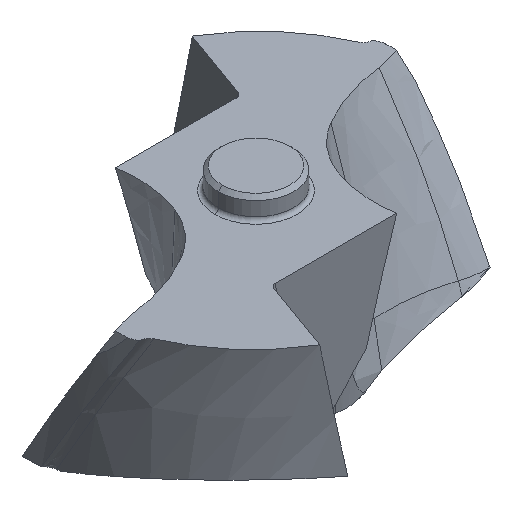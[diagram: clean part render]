
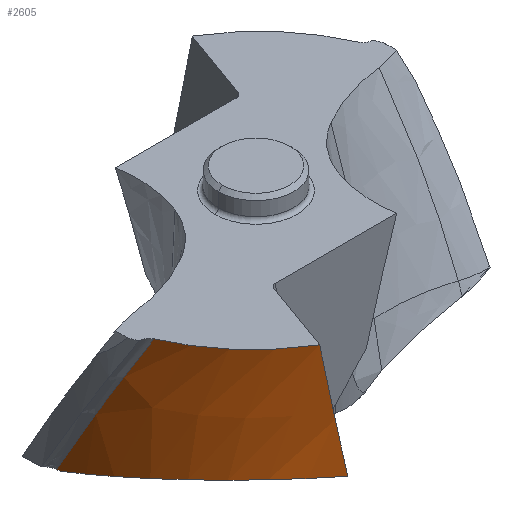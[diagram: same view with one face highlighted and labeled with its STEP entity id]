
A CAD part, isometric view. The second image highlights one B-rep face of the part: STEP entity #2605.
In plain terms, the highlighted free-form (B-spline) face has degree [3, 3] with [10, 5] control points.
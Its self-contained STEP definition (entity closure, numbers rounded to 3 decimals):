
#142=CARTESIAN_POINT('',(-4.036,-6.556,
0.));
#143=CARTESIAN_POINT('',(-4.224,-6.445,
0.));
#144=CARTESIAN_POINT('',(-4.784,-6.077,
0.));
#145=CARTESIAN_POINT('',(-5.636,-5.341,
0.));
#146=CARTESIAN_POINT('',(-6.492,-4.284,
0.));
#147=CARTESIAN_POINT('',(-6.928,-3.489,
0.));
#148=CARTESIAN_POINT('',(-7.109,-3.076,
0.));
#753=CARTESIAN_POINT('',(-7.749,0.152,
-5.776));
#773=CARTESIAN_POINT('',(-3.29,-6.927,
-4.696));
#774=CARTESIAN_POINT('',(-3.489,-6.835,
-4.659));
#775=CARTESIAN_POINT('',(-3.872,-6.637,
-4.596));
#776=CARTESIAN_POINT('',(-4.392,-6.315,
-4.532));
#777=CARTESIAN_POINT('',(-4.891,-5.948,
-4.492));
#778=CARTESIAN_POINT('',(-5.351,-5.551,
-4.478));
#779=CARTESIAN_POINT('',(-5.786,-5.111,
-4.49));
#780=CARTESIAN_POINT('',(-6.184,-4.637,
-4.529));
#781=CARTESIAN_POINT('',(-6.545,-4.126,
-4.596));
#782=CARTESIAN_POINT('',(-6.844,-3.622,
-4.682));
#783=CARTESIAN_POINT('',(-7.117,-3.067,
-4.798));
#784=CARTESIAN_POINT('',(-7.346,-2.479,
-4.942));
#785=CARTESIAN_POINT('',(-7.519,-1.907,
-5.101));
#786=CARTESIAN_POINT('',(-7.655,-1.264,
-5.3));
#787=CARTESIAN_POINT('',(-7.73,-0.669,
-5.504));
#788=CARTESIAN_POINT('',(-7.75,-0.226,
-5.668));
#789=CARTESIAN_POINT('',(-7.75,0.,
-5.755));
#791=CARTESIAN_POINT('',(-7.75,0.,
-5.755));
#792=CARTESIAN_POINT('',(-7.75,0.017,
-5.757));
#793=CARTESIAN_POINT('',(-7.75,0.051,
-5.762));
#794=CARTESIAN_POINT('',(-7.75,0.101,
-5.769));
#795=CARTESIAN_POINT('',(-7.749,0.135,
-5.773));
#796=CARTESIAN_POINT('',(-7.749,0.152,
-5.776));
#798=CARTESIAN_POINT('',(-7.749,0.152,
-5.776));
#799=CARTESIAN_POINT('',(-7.763,-0.478,
-4.642));
#800=CARTESIAN_POINT('',(-7.648,-1.572,
-2.717));
#801=CARTESIAN_POINT('',(-7.294,-2.645,
-0.792));
#802=CARTESIAN_POINT('',(-7.109,-3.076,
0.));
#804=CARTESIAN_POINT('',(-4.036,-6.556,
0.));
#805=CARTESIAN_POINT('',(-3.975,-6.576,
-0.36));
#806=CARTESIAN_POINT('',(-3.861,-6.613,
-1.04));
#807=CARTESIAN_POINT('',(-3.714,-6.669,
-1.936));
#808=CARTESIAN_POINT('',(-3.588,-6.727,
-2.717));
#809=CARTESIAN_POINT('',(-3.478,-6.789,
-3.422));
#810=CARTESIAN_POINT('',(-3.379,-6.855,
-4.077));
#811=CARTESIAN_POINT('',(-3.319,-6.903,
-4.494));
#812=CARTESIAN_POINT('',(-3.29,-6.927,
-4.696));
#1035=CARTESIAN_POINT('',(-4.036,-6.556,
0.));
#1036=VERTEX_POINT('',#1035);
#1037=VERTEX_POINT('',#148);
#1066=CARTESIAN_POINT('',(-7.75,0.,
-5.755));
#1067=VERTEX_POINT('',#1066);
#1068=VERTEX_POINT('',#773);
#1088=VERTEX_POINT('',#753);
#2546=CARTESIAN_POINT('',(-3.631,-6.842,
-5.834));
#2547=CARTESIAN_POINT('',(-3.16,-6.992,
-4.681));
#2548=CARTESIAN_POINT('',(-2.214,-7.272,
-2.718));
#2549=CARTESIAN_POINT('',(-1.019,-7.53,
-0.755));
#2550=CARTESIAN_POINT('',(-0.485,-7.626,
0.055));
#2551=CARTESIAN_POINT('',(-3.721,-6.794,
-5.834));
#2552=CARTESIAN_POINT('',(-3.253,-6.952,
-4.681));
#2553=CARTESIAN_POINT('',(-2.31,-7.247,
-2.718));
#2554=CARTESIAN_POINT('',(-1.118,-7.52,
-0.755));
#2555=CARTESIAN_POINT('',(-0.586,-7.621,
0.055));
#2556=CARTESIAN_POINT('',(-4.212,-6.522,
-5.834));
#2557=CARTESIAN_POINT('',(-3.755,-6.726,
-4.681));
#2558=CARTESIAN_POINT('',(-2.833,-7.099,
-2.718));
#2559=CARTESIAN_POINT('',(-1.661,-7.451,
-0.755));
#2560=CARTESIAN_POINT('',(-1.137,-7.585,
0.055));
#2561=CARTESIAN_POINT('',(-5.049,-5.93,
-5.834));
#2562=CARTESIAN_POINT('',(-4.623,-6.216,
-4.681));
#2563=CARTESIAN_POINT('',(-3.752,-6.728,
-2.718));
#2564=CARTESIAN_POINT('',(-2.633,-7.219,
-0.755));
#2565=CARTESIAN_POINT('',(-2.13,-7.41,
0.055));
#2566=CARTESIAN_POINT('',(-6.019,-4.943,
-5.834));
#2567=CARTESIAN_POINT('',(-5.653,-5.331,
-4.681));
#2568=CARTESIAN_POINT('',(-4.885,-6.015,
-2.718));
#2569=CARTESIAN_POINT('',(-3.867,-6.678,
-0.755));
#2570=CARTESIAN_POINT('',(-3.407,-6.94,
0.055));
#2571=CARTESIAN_POINT('',(-6.8,-3.801,
-5.834));
#2572=CARTESIAN_POINT('',(-6.51,-4.277,
-4.681));
#2573=CARTESIAN_POINT('',(-5.873,-5.113,
-2.718));
#2574=CARTESIAN_POINT('',(-4.987,-5.927,
-0.755));
#2575=CARTESIAN_POINT('',(-4.58,-6.252,
0.055));
#2576=CARTESIAN_POINT('',(-7.366,-2.538,
-5.834));
#2577=CARTESIAN_POINT('',(-7.168,-3.088,
-4.681));
#2578=CARTESIAN_POINT('',(-6.686,-4.05,
-2.718));
#2579=CARTESIAN_POINT('',(-5.956,-4.99,
-0.755));
#2580=CARTESIAN_POINT('',(-5.613,-5.366,
0.055));
#2581=CARTESIAN_POINT('',(-7.706,-1.168,
-5.834));
#2582=CARTESIAN_POINT('',(-7.613,-1.776,
-4.681));
#2583=CARTESIAN_POINT('',(-7.311,-2.835,
-2.718));
#2584=CARTESIAN_POINT('',(-6.759,-3.873,
-0.755));
#2585=CARTESIAN_POINT('',(-6.491,-4.29,
0.055));
#2586=CARTESIAN_POINT('',(-7.762,-0.219,
-5.834));
#2587=CARTESIAN_POINT('',(-7.746,-0.852,
-4.681));
#2588=CARTESIAN_POINT('',(-7.575,-1.954,
-2.718));
#2589=CARTESIAN_POINT('',(-7.154,-3.035,
-0.755));
#2590=CARTESIAN_POINT('',(-6.94,-3.47,
0.055));
#2591=CARTESIAN_POINT('',(-7.745,0.268,
-5.834));
#2592=CARTESIAN_POINT('',(-7.77,-0.374,
-4.681));
#2593=CARTESIAN_POINT('',(-7.667,-1.492,
-2.718));
#2594=CARTESIAN_POINT('',(-7.315,-2.589,
-0.755));
#2595=CARTESIAN_POINT('',(-7.129,-3.03,
0.055));
#2596=B_SPLINE_SURFACE_WITH_KNOTS('',3,3,((#2546,#2547,#2548,#2549,#2550),
(#2551,#2552,#2553,#2554,#2555),(#2556,#2557,#2558,#2559,#2560),(#2561,#2562,
#2563,#2564,#2565),(#2566,#2567,#2568,#2569,#2570),(#2571,#2572,#2573,#2574,
#2575),(#2576,#2577,#2578,#2579,#2580),(#2581,#2582,#2583,#2584,#2585),(#2586,
#2587,#2588,#2589,#2590),(#2591,#2592,#2593,#2594,#2595)),.UNSPECIFIED.,.F.,.F.,
.F.,(4,1,1,1,1,1,1,4),(4,1,4),(0.222,0.25,0.375,0.5,0.625,
0.75,0.875,1.008),(0.065,4.058,
6.864),.UNSPECIFIED.);
#2597=ORIENTED_EDGE('',*,*,#1743,.T.);
#2598=ORIENTED_EDGE('',*,*,#1791,.T.);
#2599=ORIENTED_EDGE('',*,*,#2534,.T.);
#2600=ORIENTED_EDGE('',*,*,#1375,.F.);
#2602=ORIENTED_EDGE('',*,*,#2601,.T.);
#2603=EDGE_LOOP('',(#2597,#2598,#2599,#2600,#2602));
#2604=FACE_OUTER_BOUND('',#2603,.F.);
#149=B_SPLINE_CURVE_WITH_KNOTS('',3,(#142,#143,#144,#145,#146,#147,#148),
.UNSPECIFIED.,.F.,.F.,(4,1,1,1,4),(0.,0.139,0.426,
0.713,1.),.UNSPECIFIED.);
#790=B_SPLINE_CURVE_WITH_KNOTS('',3,(#773,#774,#775,#776,#777,#778,#779,#780,
#781,#782,#783,#784,#785,#786,#787,#788,#789),.UNSPECIFIED.,.F.,.F.,(4,1,1,1,1,
1,1,1,1,1,1,1,1,1,4),(0.,0.071,0.143,
0.214,0.286,0.357,0.429,0.5,
0.571,0.643,0.714,0.786,
0.857,0.929,1.),.UNSPECIFIED.);
#797=B_SPLINE_CURVE_WITH_KNOTS('',3,(#791,#792,#793,#794,#795,#796),
.UNSPECIFIED.,.F.,.F.,(4,1,1,4),(0.,0.333,0.667,1.),
.UNSPECIFIED.);
#803=B_SPLINE_CURVE_WITH_KNOTS('',3,(#798,#799,#800,#801,#802),.UNSPECIFIED.,
.F.,.F.,(4,1,4),(0.,0.589,1.),.UNSPECIFIED.);
#813=B_SPLINE_CURVE_WITH_KNOTS('',3,(#804,#805,#806,#807,#808,#809,#810,#811,
#812),.UNSPECIFIED.,.F.,.F.,(4,1,1,1,1,1,4),(0.,0.167,
0.333,0.5,0.667,0.833,1.),
.UNSPECIFIED.);
#1375=EDGE_CURVE('',#1036,#1037,#149,.T.);
#1743=EDGE_CURVE('',#1068,#1067,#790,.T.);
#1791=EDGE_CURVE('',#1067,#1088,#797,.T.);
#2534=EDGE_CURVE('',#1088,#1037,#803,.T.);
#2601=EDGE_CURVE('',#1036,#1068,#813,.T.);
#2605=ADVANCED_FACE('',(#2604),#2596,.F.);
